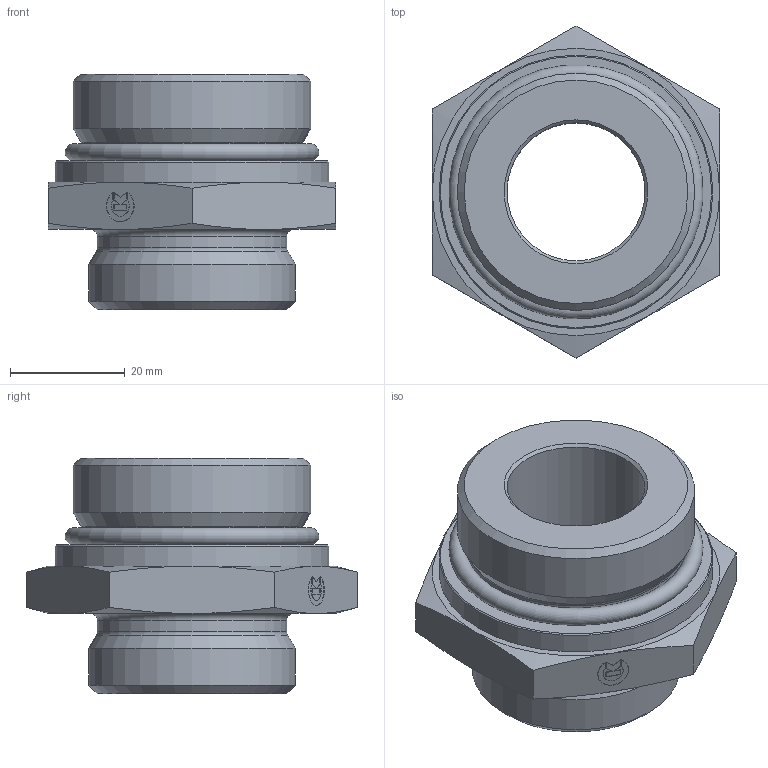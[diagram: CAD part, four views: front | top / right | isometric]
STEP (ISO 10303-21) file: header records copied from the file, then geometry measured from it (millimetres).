
FILE_DESCRIPTION((''),'2;1');
FILE_NAME('17128150836.stp','2015-06-17T14:34:50',('User'),(''),'Autodesk Inventor 2012','Autodesk Inventor 2012','');
FILE_SCHEMA(('AUTOMOTIVE_DESIGN { 1 0 10303 214 1 1 1 1 }'));
Length unit declared in the file: millimetre
Products named in the file (3): PHUNF; 17328150836; 606374630090
Assembly tree (2 placements, depth 2):
  PHUNF
    17328150836
    606374630090
Bounding box: 50 x 57.73 x 41 mm (x, y, z)
Volume: 37766.3 mm3; surface area: 13187.3 mm2
Topology: 2 solids, 2 shells, 77 faces, 180 edges, 113 vertices
Faces by surface type: plane 42, cone 19, cylinder 11, torus 5
Full cylindrical faces by diameter (mm): 24 x1, 28 x1, 33 x1, 36 x1, 38.28 x1, 41.275 x1, 47.6 x1
Entity records: 2201 total; most frequent: CARTESIAN_POINT 395, DIRECTION 342, ORIENTED_EDGE 314, EDGE_CURVE 157, AXIS2_PLACEMENT_3D 127, VERTEX_POINT 108, EDGE_LOOP 105, VECTOR 88
